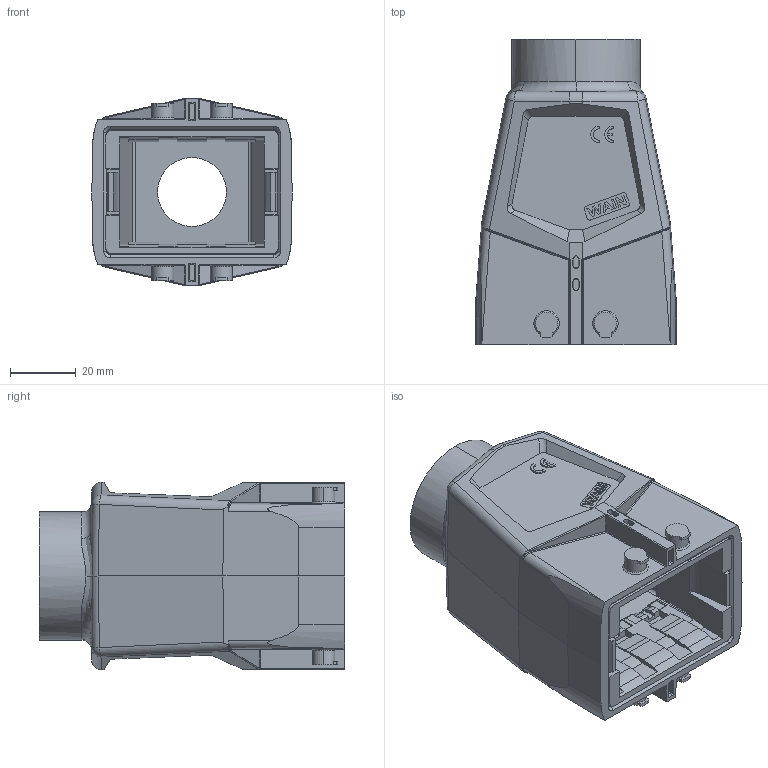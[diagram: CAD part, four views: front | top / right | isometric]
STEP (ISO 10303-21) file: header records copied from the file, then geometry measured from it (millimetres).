
FILE_DESCRIPTION(/* description */ (''),/* implementation_level */ '2;1');
FILE_NAME(/* name */ '3D_1290064371500_HM6B.P-TEH-4B-M25_V1.0.stp',/* time_stamp */ '2024-03-20T08:53:45+08:00',/* author */ (''),/* organization */ (''),/* preprocessor_version */ 'ST-DEVELOPER v18.1',/* originating_system */ 'SIEMENS PLM Software NX 1980',/* authorisation */ '');
FILE_SCHEMA (('CONFIG_CONTROL_DESIGN'));
Length unit declared in the file: millimetre
Products named in the file (1): 3D_1290064371500_HM6B.P-TEH-4B-M25_V1.0_stp
Bounding box: 61 x 93 x 57 mm (x, y, z)
Volume: 86596.1 mm3; surface area: 40467.6 mm2
Topology: 1 solids, 1 shells, 682 faces, 1850 edges, 1188 vertices
Faces by surface type: plane 440, cylinder 179, cone 21, torus 20, sphere 12, bspline 10
Full cylindrical faces by diameter (mm): 21 x1, 23.4 x7
Entity records: 23413 total; most frequent: CARTESIAN_POINT 6877, ORIENTED_EDGE 3632, DIRECTION 3149, EDGE_CURVE 1816, LINE 1203, VECTOR 1203, VERTEX_POINT 1172, AXIS2_PLACEMENT_3D 973
